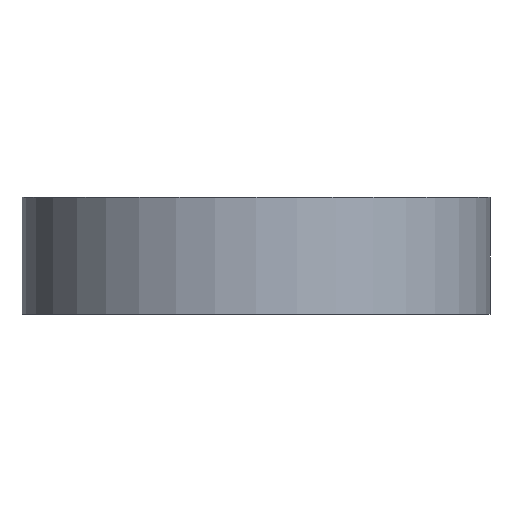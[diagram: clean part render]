
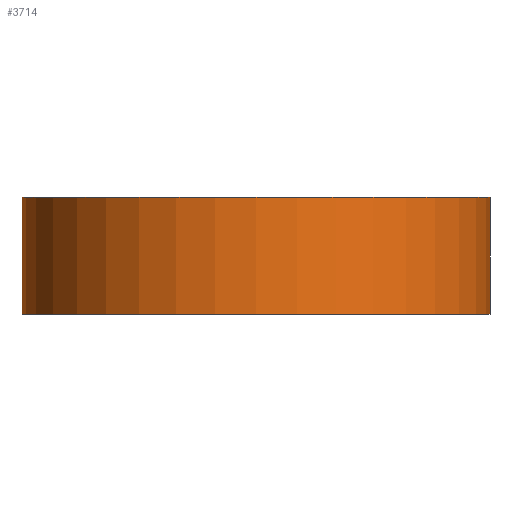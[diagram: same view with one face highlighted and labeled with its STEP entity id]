
A CAD part, front view. The second image highlights one B-rep face of the part: STEP entity #3714.
In plain terms, the highlighted cylindrical face has radius 50.8 mm (diameter 101.6 mm), a partial arc.
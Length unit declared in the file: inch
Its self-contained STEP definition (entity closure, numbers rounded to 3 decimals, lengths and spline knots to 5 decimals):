
#190 = DIRECTION ( 'NONE',  ( -1., 0., 0. ) ) ;
#212 = CARTESIAN_POINT ( 'NONE',  ( 2., 0., 1.17308 ) ) ;
#409 = DIRECTION ( 'NONE',  ( 0., 0., 1. ) ) ;
#710 = EDGE_CURVE ( 'NONE', #5475, #5722, #4710, .T. ) ;
#861 = CARTESIAN_POINT ( 'NONE',  ( 2., 0., -1. ) ) ;
#1330 = CARTESIAN_POINT ( 'NONE',  ( -2., 0., -1. ) ) ;
#1340 = LINE ( 'NONE', #212, #8740 ) ;
#1530 = CARTESIAN_POINT ( 'NONE',  ( 0., 0., -1. ) ) ;
#1986 = DIRECTION ( 'NONE',  ( 0., 0., -1. ) ) ;
#2226 = CARTESIAN_POINT ( 'NONE',  ( -2., 0., 0. ) ) ;
#2283 = CARTESIAN_POINT ( 'NONE',  ( 0., 0., 1.17308 ) ) ;
#2575 = EDGE_CURVE ( 'NONE', #8360, #12020, #2939, .T. ) ;
#2893 = ORIENTED_EDGE ( 'NONE', *, *, #2575, .F. ) ;
#2939 = CIRCLE ( 'NONE', #4608, 2. ) ;
#3242 = EDGE_CURVE ( 'NONE', #12020, #5475, #1340, .T. ) ;
#3470 = CARTESIAN_POINT ( 'NONE',  ( 2., 0., 0. ) ) ;
#3714 = ADVANCED_FACE ( 'NONE', ( #8591 ), #6150, .T. ) ;
#3984 = DIRECTION ( 'NONE',  ( 0., 0., -1. ) ) ;
#4608 = AXIS2_PLACEMENT_3D ( 'NONE', #5973, #409, #6912 ) ;
#4710 = CIRCLE ( 'NONE', #6800, 2. ) ;
#5475 = VERTEX_POINT ( 'NONE', #861 ) ;
#5655 = CARTESIAN_POINT ( 'NONE',  ( -2., 0., 1.17308 ) ) ;
#5722 = VERTEX_POINT ( 'NONE', #1330 ) ;
#5973 = CARTESIAN_POINT ( 'NONE',  ( 0., 0., 0. ) ) ;
#6150 = CYLINDRICAL_SURFACE ( 'NONE', #7093, 2. ) ;
#6582 = DIRECTION ( 'NONE',  ( 0., 0., -1. ) ) ;
#6800 = AXIS2_PLACEMENT_3D ( 'NONE', #1530, #1986, #190 ) ;
#6846 = VECTOR ( 'NONE', #6582, 39.37008 ) ;
#6912 = DIRECTION ( 'NONE',  ( -1., 0., 0. ) ) ;
#7093 = AXIS2_PLACEMENT_3D ( 'NONE', #2283, #8791, #11515 ) ;
#7453 = ORIENTED_EDGE ( 'NONE', *, *, #710, .F. ) ;
#8360 = VERTEX_POINT ( 'NONE', #2226 ) ;
#8550 = EDGE_LOOP ( 'NONE', ( #11849, #2893, #10215, #7453 ) ) ;
#8591 = FACE_OUTER_BOUND ( 'NONE', #8550, .T. ) ;
#8740 = VECTOR ( 'NONE', #3984, 39.37008 ) ;
#8791 = DIRECTION ( 'NONE',  ( 0., 0., -1. ) ) ;
#10199 = EDGE_CURVE ( 'NONE', #8360, #5722, #11772, .T. ) ;
#10215 = ORIENTED_EDGE ( 'NONE', *, *, #10199, .T. ) ;
#11515 = DIRECTION ( 'NONE',  ( -1., 0., 0. ) ) ;
#11772 = LINE ( 'NONE', #5655, #6846 ) ;
#11849 = ORIENTED_EDGE ( 'NONE', *, *, #3242, .F. ) ;
#12020 = VERTEX_POINT ( 'NONE', #3470 ) ;
